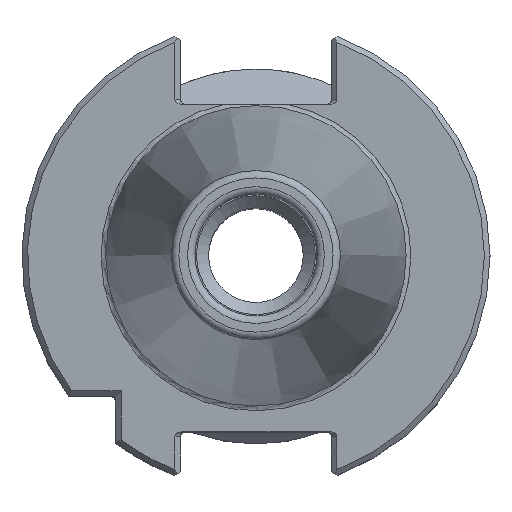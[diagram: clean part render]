
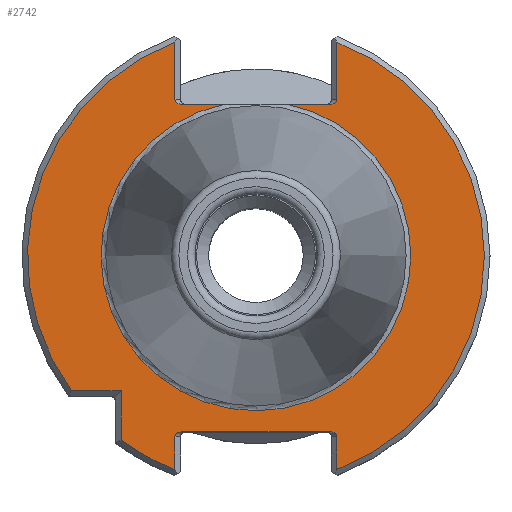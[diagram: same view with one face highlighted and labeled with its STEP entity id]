
A CAD part, top view. The second image highlights one B-rep face of the part: STEP entity #2742.
In plain terms, the highlighted planar face has unit normal (0, 0, 1).
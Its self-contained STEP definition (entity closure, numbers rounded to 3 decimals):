
#36=PLANE('',#2901);
#199=LINE('',#3869,#314);
#200=LINE('',#3873,#315);
#201=LINE('',#3877,#316);
#202=LINE('',#3881,#317);
#203=LINE('',#3885,#318);
#204=LINE('',#3886,#319);
#205=LINE('',#3890,#320);
#206=LINE('',#3894,#321);
#207=LINE('',#3896,#322);
#314=VECTOR('',#3204,1000.);
#315=VECTOR('',#3207,1000.);
#316=VECTOR('',#3210,1000.);
#317=VECTOR('',#3213,1000.);
#318=VECTOR('',#3216,1000.);
#319=VECTOR('',#3217,1000.);
#320=VECTOR('',#3220,1000.);
#321=VECTOR('',#3223,1000.);
#322=VECTOR('',#3224,1000.);
#412=ELLIPSE('',#2903,0.707,0.5);
#413=ELLIPSE('',#2904,0.707,0.5);
#414=ELLIPSE('',#2906,0.707,0.5);
#415=ELLIPSE('',#2907,0.707,0.5);
#525=ORIENTED_EDGE('',*,*,#1079,.T.);
#526=ORIENTED_EDGE('',*,*,#1080,.T.);
#527=ORIENTED_EDGE('',*,*,#1081,.T.);
#528=ORIENTED_EDGE('',*,*,#1082,.F.);
#529=ORIENTED_EDGE('',*,*,#1083,.T.);
#530=ORIENTED_EDGE('',*,*,#1084,.T.);
#531=ORIENTED_EDGE('',*,*,#1085,.T.);
#532=ORIENTED_EDGE('',*,*,#1086,.T.);
#533=ORIENTED_EDGE('',*,*,#1087,.T.);
#534=ORIENTED_EDGE('',*,*,#1088,.F.);
#535=ORIENTED_EDGE('',*,*,#1077,.F.);
#536=ORIENTED_EDGE('',*,*,#1089,.F.);
#537=ORIENTED_EDGE('',*,*,#1090,.T.);
#538=ORIENTED_EDGE('',*,*,#1091,.T.);
#539=ORIENTED_EDGE('',*,*,#1092,.T.);
#540=ORIENTED_EDGE('',*,*,#1093,.T.);
#541=ORIENTED_EDGE('',*,*,#1094,.T.);
#1077=EDGE_CURVE('',#1351,#1352,#1511,.T.);
#1079=EDGE_CURVE('',#1353,#1354,#1512,.T.);
#1080=EDGE_CURVE('',#1354,#1355,#199,.T.);
#1081=EDGE_CURVE('',#1355,#1356,#412,.F.);
#1082=EDGE_CURVE('',#1357,#1356,#200,.T.);
#1083=EDGE_CURVE('',#1357,#1358,#413,.F.);
#1084=EDGE_CURVE('',#1358,#1359,#201,.T.);
#1085=EDGE_CURVE('',#1359,#1360,#1513,.T.);
#1086=EDGE_CURVE('',#1360,#1361,#202,.T.);
#1087=EDGE_CURVE('',#1361,#1362,#414,.F.);
#1088=EDGE_CURVE('',#1352,#1362,#203,.T.);
#1089=EDGE_CURVE('',#1363,#1351,#204,.T.);
#1090=EDGE_CURVE('',#1363,#1364,#415,.F.);
#1091=EDGE_CURVE('',#1364,#1365,#205,.T.);
#1092=EDGE_CURVE('',#1365,#1366,#1514,.T.);
#1093=EDGE_CURVE('',#1366,#1367,#206,.T.);
#1094=EDGE_CURVE('',#1367,#1353,#207,.T.);
#1351=VERTEX_POINT('',#3858);
#1352=VERTEX_POINT('',#3859);
#1353=VERTEX_POINT('',#3867);
#1354=VERTEX_POINT('',#3868);
#1355=VERTEX_POINT('',#3870);
#1356=VERTEX_POINT('',#3872);
#1357=VERTEX_POINT('',#3874);
#1358=VERTEX_POINT('',#3876);
#1359=VERTEX_POINT('',#3878);
#1360=VERTEX_POINT('',#3880);
#1361=VERTEX_POINT('',#3882);
#1362=VERTEX_POINT('',#3884);
#1363=VERTEX_POINT('',#3887);
#1364=VERTEX_POINT('',#3889);
#1365=VERTEX_POINT('',#3891);
#1366=VERTEX_POINT('',#3893);
#1367=VERTEX_POINT('',#3895);
#1511=CIRCLE('',#2900,16.543);
#1512=CIRCLE('',#2902,24.4);
#1513=CIRCLE('',#2905,24.4);
#1514=CIRCLE('',#2908,24.4);
#1585=EDGE_LOOP('',(#525,#526,#527,#528,#529,#530,#531,#532,#533,#534,#535,
#536,#537,#538,#539,#540,#541));
#1733=FACE_BOUND('',#1585,.T.);
#2742=ADVANCED_FACE('',(#1733),#36,.T.);
#2900=AXIS2_PLACEMENT_3D('',#3857,#3198,#3199);
#2901=AXIS2_PLACEMENT_3D('',#3865,#3200,#3201);
#2902=AXIS2_PLACEMENT_3D('',#3866,#3202,#3203);
#2903=AXIS2_PLACEMENT_3D('',#3871,#3205,#3206);
#2904=AXIS2_PLACEMENT_3D('',#3875,#3208,#3209);
#2905=AXIS2_PLACEMENT_3D('',#3879,#3211,#3212);
#2906=AXIS2_PLACEMENT_3D('',#3883,#3214,#3215);
#2907=AXIS2_PLACEMENT_3D('',#3888,#3218,#3219);
#2908=AXIS2_PLACEMENT_3D('',#3892,#3221,#3222);
#3198=DIRECTION('',(0.,0.,1.));
#3199=DIRECTION('',(1.,0.,0.));
#3200=DIRECTION('',(0.,0.,1.));
#3201=DIRECTION('',(1.,0.,0.));
#3202=DIRECTION('',(0.,0.,1.));
#3203=DIRECTION('',(1.,0.,0.));
#3204=DIRECTION('',(0.,1.,0.));
#3205=DIRECTION('',(0.,0.,1.));
#3206=DIRECTION('',(1.,0.,0.));
#3207=DIRECTION('',(-1.,0.,0.));
#3208=DIRECTION('',(0.,0.,1.));
#3209=DIRECTION('',(1.,0.,0.));
#3210=DIRECTION('',(0.,-1.,0.));
#3211=DIRECTION('',(0.,0.,1.));
#3212=DIRECTION('',(1.,0.,0.));
#3213=DIRECTION('',(0.,-1.,0.));
#3214=DIRECTION('',(0.,0.,1.));
#3215=DIRECTION('',(-1.,0.,0.));
#3216=DIRECTION('',(1.,0.,0.));
#3217=DIRECTION('',(1.,0.,0.));
#3218=DIRECTION('',(0.,0.,1.));
#3219=DIRECTION('',(-1.,0.,0.));
#3220=DIRECTION('',(0.,1.,0.));
#3221=DIRECTION('',(0.,0.,1.));
#3222=DIRECTION('',(1.,0.,0.));
#3223=DIRECTION('',(1.,0.,0.));
#3224=DIRECTION('',(0.,-1.,0.));
#3857=CARTESIAN_POINT('',(0.,0.,-3.2));
#3858=CARTESIAN_POINT('',(-3.35,16.2,-3.2));
#3859=CARTESIAN_POINT('',(3.35,16.2,-3.2));
#3865=CARTESIAN_POINT('',(16.543,0.,-3.2));
#3866=CARTESIAN_POINT('',(0.,0.,-3.2));
#3867=CARTESIAN_POINT('',(-14.4,-19.698,-3.2));
#3868=CARTESIAN_POINT('',(-8.65,-22.815,-3.2));
#3869=CARTESIAN_POINT('',(-8.65,-18.8,-3.2));
#3870=CARTESIAN_POINT('',(-8.65,-19.3,-3.2));
#3871=CARTESIAN_POINT('',(-7.943,-19.3,-3.2));
#3872=CARTESIAN_POINT('',(-7.943,-18.8,-3.2));
#3873=CARTESIAN_POINT('',(8.05,-18.8,-3.2));
#3874=CARTESIAN_POINT('',(7.943,-18.8,-3.2));
#3875=CARTESIAN_POINT('',(7.943,-19.3,-3.2));
#3876=CARTESIAN_POINT('',(8.65,-19.3,-3.2));
#3877=CARTESIAN_POINT('',(8.65,-23.827,-3.2));
#3878=CARTESIAN_POINT('',(8.65,-22.815,-3.2));
#3879=CARTESIAN_POINT('',(0.,0.,-3.2));
#3880=CARTESIAN_POINT('',(8.65,22.815,-3.2));
#3881=CARTESIAN_POINT('',(8.65,16.2,-3.2));
#3882=CARTESIAN_POINT('',(8.65,16.7,-3.2));
#3883=CARTESIAN_POINT('',(7.943,16.7,-3.2));
#3884=CARTESIAN_POINT('',(7.943,16.2,-3.2));
#3885=CARTESIAN_POINT('',(-8.05,16.2,-3.2));
#3886=CARTESIAN_POINT('',(-8.05,16.2,-3.2));
#3887=CARTESIAN_POINT('',(-7.943,16.2,-3.2));
#3888=CARTESIAN_POINT('',(-7.943,16.7,-3.2));
#3889=CARTESIAN_POINT('',(-8.65,16.7,-3.2));
#3890=CARTESIAN_POINT('',(-8.65,23.827,-3.2));
#3891=CARTESIAN_POINT('',(-8.65,22.815,-3.2));
#3892=CARTESIAN_POINT('',(0.,0.,-3.2));
#3893=CARTESIAN_POINT('',(-19.698,-14.4,-3.2));
#3894=CARTESIAN_POINT('',(-15.,-14.4,-3.2));
#3895=CARTESIAN_POINT('',(-14.4,-14.4,-3.2));
#3896=CARTESIAN_POINT('',(-14.4,-20.187,-3.2));
